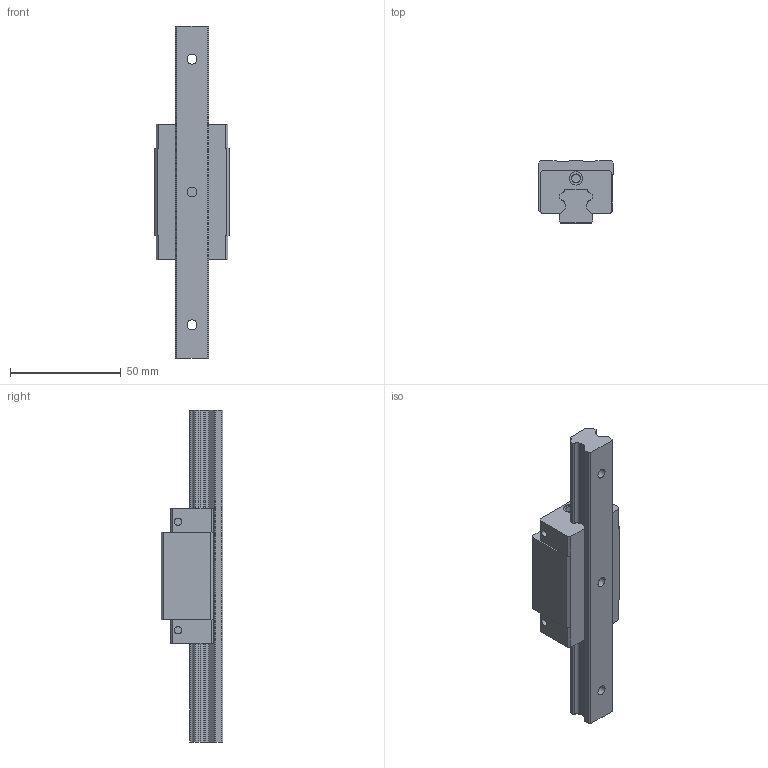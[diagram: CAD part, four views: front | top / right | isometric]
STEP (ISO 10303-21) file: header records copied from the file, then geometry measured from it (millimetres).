
FILE_DESCRIPTION((''),'2;1');
FILE_NAME('HGH15CA_ASM','2008-07-11T',('immo'),(''),'PRO/ENGINEER BY PARAMETRIC TECHNOLOGY CORPORATION, 2004360','PRO/ENGINEER BY PARAMETRIC TECHNOLOGY CORPORATION, 2004360','');
FILE_SCHEMA(('CONFIG_CONTROL_DESIGN'));
Length unit declared in the file: millimetre
Products named in the file (4): HGH15_2; HGR15_1; HGH_15_ASM_3_ASM; HGH15CA_ASM
Assembly tree (3 placements, depth 3):
  HGH15CA_ASM
    HGH_15_ASM_3_ASM
      HGH15_2
      HGR15_1
Bounding box: 34 x 28 x 150 mm (x, y, z)
Volume: 64010 mm3; surface area: 20581.2 mm2
Topology: 2 solids, 2 shells, 163 faces, 420 edges, 280 vertices
Faces by surface type: plane 93, cylinder 70
Entity records: 5132 total; most frequent: DIRECTION 904, CARTESIAN_POINT 872, ORIENTED_EDGE 840, EDGE_CURVE 420, AXIS2_PLACEMENT_3D 312, VECTOR 280, LINE 280, VERTEX_POINT 280
